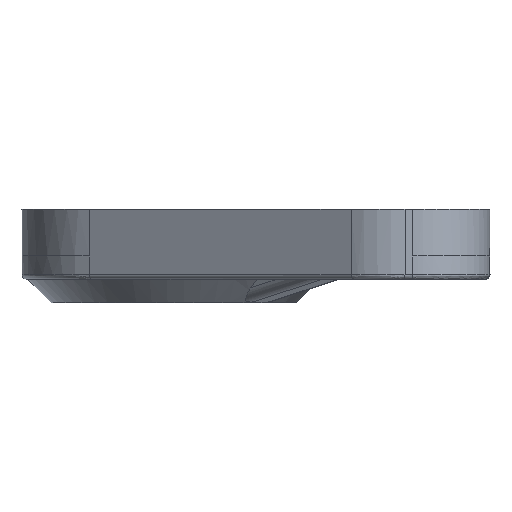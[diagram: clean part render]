
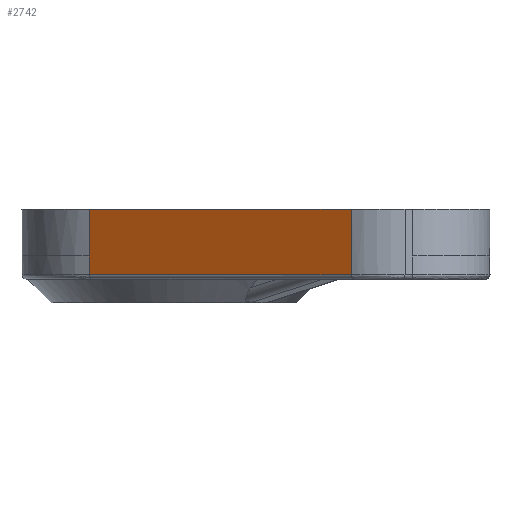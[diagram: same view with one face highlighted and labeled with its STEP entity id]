
A CAD part, left-side view. The second image highlights one B-rep face of the part: STEP entity #2742.
In plain terms, the highlighted planar face has unit normal (-0.83, 0.558, 0).
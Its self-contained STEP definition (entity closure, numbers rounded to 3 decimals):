
#208 = DIRECTION ( 'NONE',  ( -0.558, -0.83, 0. ) ) ;
#433 = VERTEX_POINT ( 'NONE', #1243 ) ;
#444 = VERTEX_POINT ( 'NONE', #1440 ) ;
#454 = CARTESIAN_POINT ( 'NONE',  ( 67.209, -7.908, 3.718 ) ) ;
#530 = EDGE_CURVE ( 'NONE', #444, #1630, #2506, .T. ) ;
#576 = VECTOR ( 'NONE', #1307, 1000. ) ;
#611 = LINE ( 'NONE', #999, #576 ) ;
#613 = VECTOR ( 'NONE', #2524, 1000. ) ;
#622 = LINE ( 'NONE', #1293, #613 ) ;
#788 = ORIENTED_EDGE ( 'NONE', *, *, #3237, .T. ) ;
#953 = VECTOR ( 'NONE', #1950, 1000. ) ;
#960 = LINE ( 'NONE', #3487, #953 ) ;
#994 = AXIS2_PLACEMENT_3D ( 'NONE', #1190, #1158, #1151 ) ;
#999 = CARTESIAN_POINT ( 'NONE',  ( 67.209, -7.908, 3.748 ) ) ;
#1102 = VECTOR ( 'NONE', #1723, 1000. ) ;
#1151 = DIRECTION ( 'NONE',  ( 0.558, 0.83, 0. ) ) ;
#1158 = DIRECTION ( 'NONE',  ( -0.83, 0.558, 0. ) ) ;
#1161 = LINE ( 'NONE', #2924, #1102 ) ;
#1190 = CARTESIAN_POINT ( 'NONE',  ( 59.582, -19.245, 3.748 ) ) ;
#1193 = EDGE_LOOP ( 'NONE', ( #2003, #3258, #788, #2316, #2591 ) ) ;
#1243 = CARTESIAN_POINT ( 'NONE',  ( 59.658, -19.132, 0.918 ) ) ;
#1261 = PLANE ( 'NONE',  #994 ) ;
#1293 = CARTESIAN_POINT ( 'NONE',  ( 59.582, -19.245, 0.918 ) ) ;
#1307 = DIRECTION ( 'NONE',  ( 0., 0., 1. ) ) ;
#1440 = CARTESIAN_POINT ( 'NONE',  ( 67.209, -7.908, 3.718 ) ) ;
#1448 = FACE_OUTER_BOUND ( 'NONE', #1193, .T. ) ;
#1630 = VERTEX_POINT ( 'NONE', #3865 ) ;
#1723 = DIRECTION ( 'NONE',  ( 0., 0., -1. ) ) ;
#1795 = CARTESIAN_POINT ( 'NONE',  ( 67.209, -7.908, 1.718 ) ) ;
#1950 = DIRECTION ( 'NONE',  ( 0., 0., 1. ) ) ;
#2003 = ORIENTED_EDGE ( 'NONE', *, *, #3607, .F. ) ;
#2316 = ORIENTED_EDGE ( 'NONE', *, *, #530, .F. ) ;
#2482 = CARTESIAN_POINT ( 'NONE',  ( 67.209, -7.908, 0.918 ) ) ;
#2502 = VECTOR ( 'NONE', #208, 1000. ) ;
#2506 = LINE ( 'NONE', #454, #2502 ) ;
#2524 = DIRECTION ( 'NONE',  ( 0.558, 0.83, 0. ) ) ;
#2591 = ORIENTED_EDGE ( 'NONE', *, *, #3067, .T. ) ;
#2742 = ADVANCED_FACE ( 'NONE', ( #1448 ), #1261, .T. ) ;
#2924 = CARTESIAN_POINT ( 'NONE',  ( 67.209, -7.908, 3.748 ) ) ;
#2996 = VERTEX_POINT ( 'NONE', #1795 ) ;
#3067 = EDGE_CURVE ( 'NONE', #444, #2996, #1161, .T. ) ;
#3151 = VERTEX_POINT ( 'NONE', #2482 ) ;
#3237 = EDGE_CURVE ( 'NONE', #433, #1630, #960, .T. ) ;
#3258 = ORIENTED_EDGE ( 'NONE', *, *, #3602, .F. ) ;
#3487 = CARTESIAN_POINT ( 'NONE',  ( 59.658, -19.132, 3.748 ) ) ;
#3602 = EDGE_CURVE ( 'NONE', #433, #3151, #622, .T. ) ;
#3607 = EDGE_CURVE ( 'NONE', #3151, #2996, #611, .T. ) ;
#3865 = CARTESIAN_POINT ( 'NONE',  ( 59.658, -19.132, 3.718 ) ) ;
